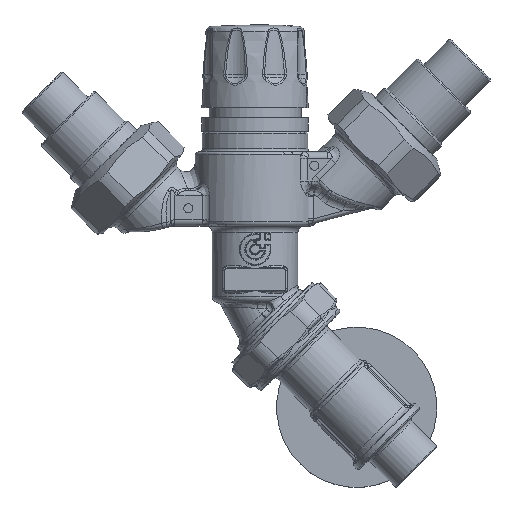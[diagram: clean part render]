
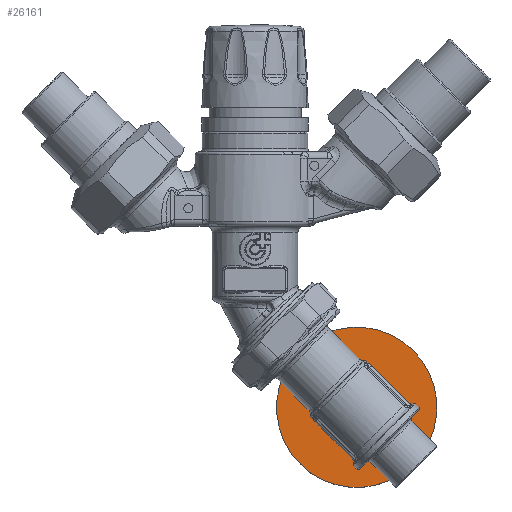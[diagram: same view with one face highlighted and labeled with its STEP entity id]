
A CAD part, top view. The second image highlights one B-rep face of the part: STEP entity #26161.
In plain terms, the highlighted face is planar.
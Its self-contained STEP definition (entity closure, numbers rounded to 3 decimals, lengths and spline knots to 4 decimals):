
#2952=FACE_BOUND('',#6437,.T.);
#4717=FACE_OUTER_BOUND('',#6436,.T.);
#6436=EDGE_LOOP('',(#22377));
#6437=EDGE_LOOP('',(#22378));
#10418=CIRCLE('',#28929,1.03);
#10422=CIRCLE('',#28937,0.3);
#12303=VERTEX_POINT('',#80853);
#12307=VERTEX_POINT('',#80867);
#15757=EDGE_CURVE('',#12303,#12303,#10418,.T.);
#15763=EDGE_CURVE('',#12307,#12307,#10422,.T.);
#22377=ORIENTED_EDGE('',*,*,#15757,.T.);
#22378=ORIENTED_EDGE('',*,*,#15763,.T.);
#24710=PLANE('',#28939);
#26161=ADVANCED_FACE('',(#4717,#2952),#24710,.F.);
#28929=AXIS2_PLACEMENT_3D('',#80855,#34754,#34755);
#28937=AXIS2_PLACEMENT_3D('',#80869,#34772,#34773);
#28939=AXIS2_PLACEMENT_3D('',#80871,#34776,#34777);
#34754=DIRECTION('center_axis',(-1.,0.,0.));
#34755=DIRECTION('ref_axis',(0.,1.,0.));
#34772=DIRECTION('center_axis',(1.,0.,0.));
#34773=DIRECTION('ref_axis',(0.,-1.,0.));
#34776=DIRECTION('center_axis',(1.,0.,0.));
#34777=DIRECTION('ref_axis',(0.,-1.,0.));
#80853=CARTESIAN_POINT('',(1.0824,-1.03,0.));
#80855=CARTESIAN_POINT('Origin',(1.0824,0.,0.));
#80867=CARTESIAN_POINT('',(1.0824,0.3,0.));
#80869=CARTESIAN_POINT('Origin',(1.0824,0.,0.));
#80871=CARTESIAN_POINT('Origin',(1.0824,0.,
0.));
